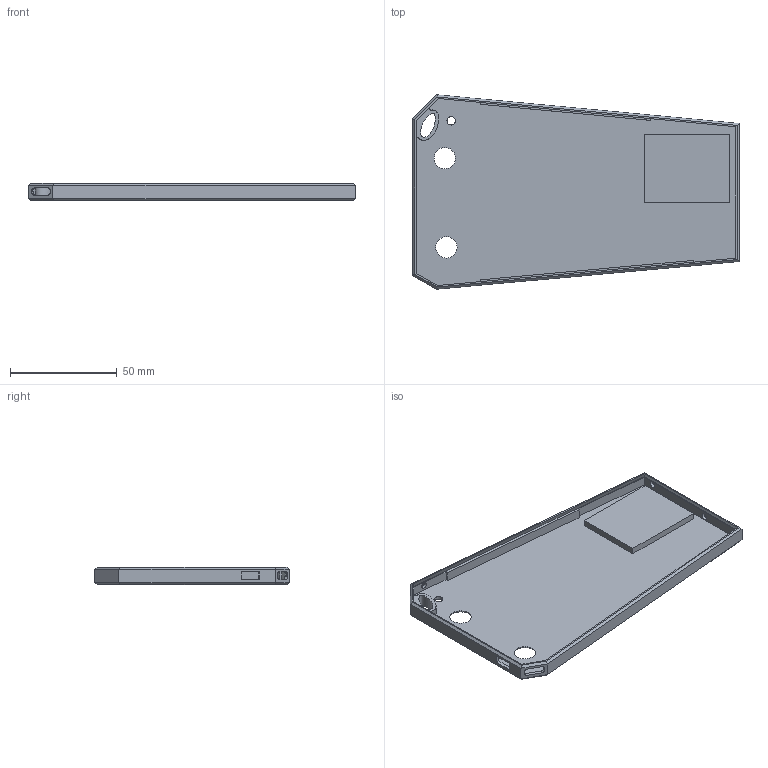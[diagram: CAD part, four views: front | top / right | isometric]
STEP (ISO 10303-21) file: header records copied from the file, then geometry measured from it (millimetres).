
FILE_DESCRIPTION(/* description */ (''),/* implementation_level */ '2;1');
FILE_NAME(/* name */ 'dcng01_case.step',/* time_stamp */ '2024-07-01T18:48:41-04:00',/* author */ (''),/* organization */ (''),/* preprocessor_version */ 'ST-DEVELOPER v20',/* originating_system */ 'Autodesk Translation Framework v13.14.0.145',/* authorisation */ '');
FILE_SCHEMA (('AUTOMOTIVE_DESIGN { 1 0 10303 214 3 1 1 }'));
Length unit declared in the file: millimetre
Products named in the file (1): dcng01_case
Bounding box: 153.1 x 91.06 x 8.1 mm (x, y, z)
Volume: 26285.8 mm3; surface area: 30482 mm2
Topology: 1 solids, 1 shells, 75 faces, 204 edges, 130 vertices
Faces by surface type: plane 58, cylinder 11, bspline 4, cone 2
Full cylindrical faces by diameter (mm): 3 x3, 4 x1, 10 x2
Entity records: 2718 total; most frequent: CARTESIAN_POINT 756, ORIENTED_EDGE 410, DIRECTION 362, EDGE_CURVE 205, LINE 168, VECTOR 168, VERTEX_POINT 130, AXIS2_PLACEMENT_3D 97
